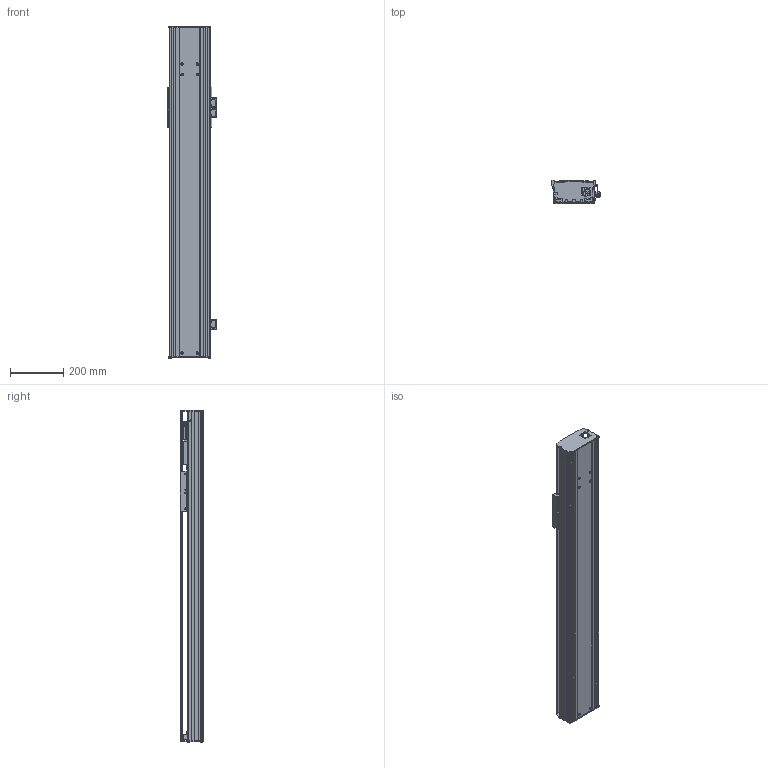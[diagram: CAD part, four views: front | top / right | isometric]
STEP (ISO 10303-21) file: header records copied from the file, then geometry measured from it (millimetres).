
FILE_DESCRIPTION (( 'STEP AP203' ), '1' );
FILE_NAME ('HR150-XX1-S-800-XX-SR-OF.STEP', '2020-07-31T04:59:20', ( '彌營遵' ), ( '' ), 'SwSTEP 2.0', 'SolidWorks 2013', '' );
FILE_SCHEMA (( 'CONFIG_CONTROL_DESIGN' ));
Length unit declared in the file: millimetre
Products named in the file (28): 渠蘆 犒餌150 LC15-block1_ル遽; LM RAIL(SR15W) - x蹴; bearing cap; 150 BH(堅薑); hg-kr23_; 150 BH(雖雖); damper; 150 CARRIER; HR150-XX1-S-800-XX-SR-OF; socket head cap screw_ks_KS 1003 - M4 x 10 x 10-N; HR奢辨 SENSOR BRK; 150 LC15-block_ル遽; pan cross head_ks_KS 1023 PC- M4 x 6-N; EE-SX-674_ル遽; 150 PLATE; 155 SENSOR DOG; socket head cap screw_ks_KS 1003 - M3 x 5 x 5-N; 150 UPPER COVER(X蹴)-800; spring lock washer_ks_KS 1324 - M3; socket head cap screw_ks_KS 1003 - M3 x 10 x 10-N; 150 END cover(M)_ル遽; HR150_SESOR DOG(ASSY); SENSOR_1; 150 END cover_1_ル遽; 渠蘆 犒餌LM RAIL(SR15W) - x蹴1; SENSOR_2; ballnut; HR150 X,Y BASE-800_1
Assembly tree (56 placements, depth 3):
  HR150-XX1-S-800-XX-SR-OF
    HR150 X,Y BASE-800_1
    150 BH(堅薑)
    150 CARRIER
    150 LC15-block_ル遽  x2
    150 PLATE  x2
    150 UPPER COVER(X蹴)-800
    150 END cover(M)_ル遽
    150 END cover_1_ル遽
    ballnut
    bearing cap
    damper  x2
    SENSOR_1  x2
      HR奢辨 SENSOR BRK
      EE-SX-674_ル遽
      socket head cap screw_ks_KS 1003 - M3 x 5 x 5-N
      socket head cap screw_ks_KS 1003 - M3 x 10 x 10-N
    SENSOR_2
      HR奢辨 SENSOR BRK
      EE-SX-674_ル遽
      socket head cap screw_ks_KS 1003 - M3 x 5 x 5-N  x2
      socket head cap screw_ks_KS 1003 - M3 x 10 x 10-N  x2
    LM RAIL(SR15W) - x蹴
    150 BH(雖雖)
    HR奢辨 SENSOR BRK  x3
    socket head cap screw_ks_KS 1003 - M4 x 10 x 10-N  x8
    pan cross head_ks_KS 1023 PC- M4 x 6-N  x4
    HR150_SESOR DOG(ASSY)
      155 SENSOR DOG
      socket head cap screw_ks_KS 1003 - M3 x 5 x 5-N  x2
      spring lock washer_ks_KS 1324 - M3  x2
    渠蘆 犒餌LM RAIL(SR15W) - x蹴1
    渠蘆 犒餌150 LC15-block1_ル遽  x2
    hg-kr23_
Bounding box: 182 x 87 x 1245.4 mm (x, y, z)
Volume: 6019591.1 mm3; surface area: 2182696.6 mm2
Topology: 58 solids, 58 shells, 3532 faces, 9190 edges, 5775 vertices
Faces by surface type: plane 1772, cylinder 1251, cone 353, torus 148, sphere 8
Entity records: 75753 total; most frequent: CARTESIAN_POINT 13457, DIRECTION 12683, ORIENTED_EDGE 11984, EDGE_CURVE 5992, AXIS2_PLACEMENT_3D 4591, VERTEX_POINT 3927, VECTOR 3501, LINE 3501
